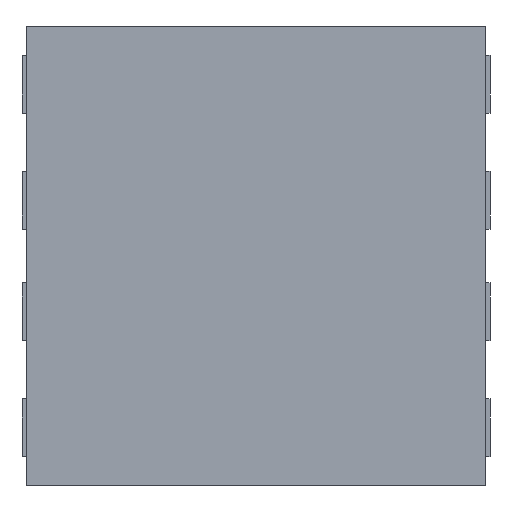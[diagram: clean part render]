
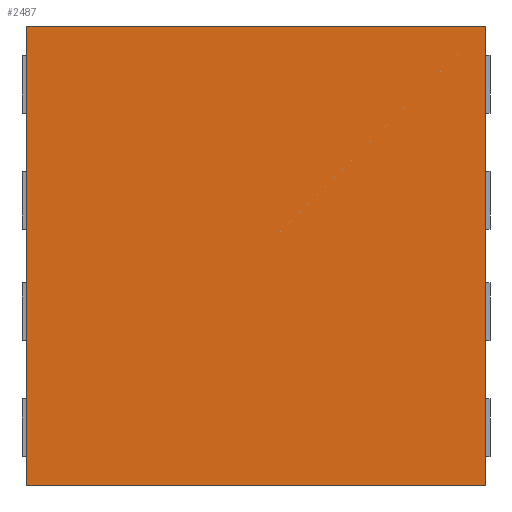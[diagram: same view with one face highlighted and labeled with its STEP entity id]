
A CAD part, front view. The second image highlights one B-rep face of the part: STEP entity #2487.
In plain terms, the highlighted planar face has unit normal (0, -1, 0).
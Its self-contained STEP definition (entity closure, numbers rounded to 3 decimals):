
#18 = PLANE ( 'NONE',  #1187 ) ;
#222 = DIRECTION ( 'NONE',  ( -1., 0., 0. ) ) ;
#260 = DIRECTION ( 'NONE',  ( 0., 0., 1. ) ) ;
#324 = EDGE_CURVE ( 'NONE', #3468, #3584, #2107, .T. ) ;
#911 = LINE ( 'NONE', #1518, #2310 ) ;
#979 = VECTOR ( 'NONE', #2761, 1000. ) ;
#1054 = LINE ( 'NONE', #3589, #2829 ) ;
#1089 = ORIENTED_EDGE ( 'NONE', *, *, #3022, .F. ) ;
#1131 = ORIENTED_EDGE ( 'NONE', *, *, #324, .F. ) ;
#1143 = CARTESIAN_POINT ( 'NONE',  ( -1.05, 0., -1.05 ) ) ;
#1187 = AXIS2_PLACEMENT_3D ( 'NONE', #4104, #1837, #260 ) ;
#1476 = CARTESIAN_POINT ( 'NONE',  ( -1.05, 0., 1.05 ) ) ;
#1518 = CARTESIAN_POINT ( 'NONE',  ( -1.05, 0., -1.05 ) ) ;
#1587 = VERTEX_POINT ( 'NONE', #1682 ) ;
#1682 = CARTESIAN_POINT ( 'NONE',  ( 1.05, 0., -1.05 ) ) ;
#1751 = EDGE_LOOP ( 'NONE', ( #2524, #3524, #1131, #1089 ) ) ;
#1809 = CARTESIAN_POINT ( 'NONE',  ( -1.05, 0., 1.05 ) ) ;
#1837 = DIRECTION ( 'NONE',  ( 0., 1., 0. ) ) ;
#2107 = LINE ( 'NONE', #3360, #979 ) ;
#2210 = FACE_OUTER_BOUND ( 'NONE', #1751, .T. ) ;
#2233 = CARTESIAN_POINT ( 'NONE',  ( 1.05, 0., 1.05 ) ) ;
#2310 = VECTOR ( 'NONE', #222, 1000. ) ;
#2487 = ADVANCED_FACE ( 'NONE', ( #2210 ), #18, .F. ) ;
#2524 = ORIENTED_EDGE ( 'NONE', *, *, #3306, .F. ) ;
#2761 = DIRECTION ( 'NONE',  ( 0., 0., 1. ) ) ;
#2829 = VECTOR ( 'NONE', #3296, 1000. ) ;
#3022 = EDGE_CURVE ( 'NONE', #1587, #3468, #911, .T. ) ;
#3084 = DIRECTION ( 'NONE',  ( 1., 0., 0. ) ) ;
#3110 = LINE ( 'NONE', #1476, #3883 ) ;
#3296 = DIRECTION ( 'NONE',  ( 0., 0., -1. ) ) ;
#3306 = EDGE_CURVE ( 'NONE', #3960, #1587, #1054, .T. ) ;
#3360 = CARTESIAN_POINT ( 'NONE',  ( -1.05, 0., -1.05 ) ) ;
#3468 = VERTEX_POINT ( 'NONE', #1143 ) ;
#3511 = EDGE_CURVE ( 'NONE', #3584, #3960, #3110, .T. ) ;
#3524 = ORIENTED_EDGE ( 'NONE', *, *, #3511, .F. ) ;
#3584 = VERTEX_POINT ( 'NONE', #1809 ) ;
#3589 = CARTESIAN_POINT ( 'NONE',  ( 1.05, 0., -1.05 ) ) ;
#3883 = VECTOR ( 'NONE', #3084, 1000. ) ;
#3960 = VERTEX_POINT ( 'NONE', #2233 ) ;
#4104 = CARTESIAN_POINT ( 'NONE',  ( 0., 0., 0. ) ) ;
